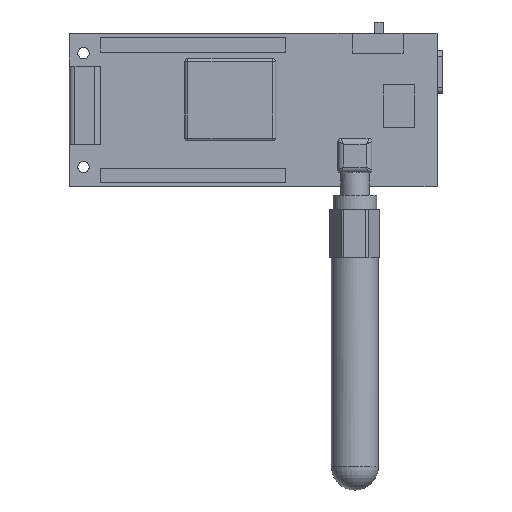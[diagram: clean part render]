
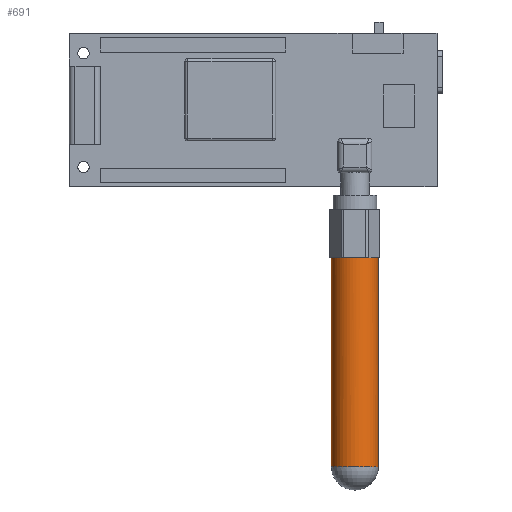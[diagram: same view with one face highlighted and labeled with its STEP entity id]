
A CAD part, front view. The second image highlights one B-rep face of the part: STEP entity #691.
In plain terms, the highlighted cylindrical face has radius 4.15 mm (diameter 8.3 mm), a partial arc.
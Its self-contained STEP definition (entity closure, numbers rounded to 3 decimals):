
#23 = CIRCLE ( 'NONE', #3093, 4.15 ) ;
#25 = DIRECTION ( 'NONE',  ( -1., 0., 0. ) ) ;
#62 = VERTEX_POINT ( 'NONE', #3011 ) ;
#64 = AXIS2_PLACEMENT_3D ( 'NONE', #4202, #1570, #3057 ) ;
#76 = CARTESIAN_POINT ( 'NONE',  ( 13.8, -6.5, -62.95 ) ) ;
#83 = DIRECTION ( 'NONE',  ( 0., 0., -1. ) ) ;
#165 = VERTEX_POINT ( 'NONE', #1738 ) ;
#184 = DIRECTION ( 'NONE',  ( 0., 0., 1. ) ) ;
#328 = DIRECTION ( 'NONE',  ( -1., 0., 0. ) ) ;
#479 = CARTESIAN_POINT ( 'NONE',  ( 13.8, -6.5, -26.05 ) ) ;
#622 = CIRCLE ( 'NONE', #1922, 4.15 ) ;
#691 = ADVANCED_FACE ( 'NONE', ( #2296 ), #4537, .T. ) ;
#781 = CIRCLE ( 'NONE', #1229, 4.15 ) ;
#788 = LINE ( 'NONE', #1869, #3376 ) ;
#940 = EDGE_LOOP ( 'NONE', ( #2203, #2175, #2475, #2783, #3178, #1510, #4716, #1161, #2922, #3642 ) ) ;
#1161 = ORIENTED_EDGE ( 'NONE', *, *, #2202, .T. ) ;
#1229 = AXIS2_PLACEMENT_3D ( 'NONE', #2187, #3286, #25 ) ;
#1265 = EDGE_CURVE ( 'NONE', #2155, #4412, #23, .T. ) ;
#1281 = AXIS2_PLACEMENT_3D ( 'NONE', #1604, #3069, #2259 ) ;
#1294 = DIRECTION ( 'NONE',  ( 0., 0., 1. ) ) ;
#1502 = DIRECTION ( 'NONE',  ( 0., 0., 1. ) ) ;
#1510 = ORIENTED_EDGE ( 'NONE', *, *, #1955, .T. ) ;
#1561 = VERTEX_POINT ( 'NONE', #3192 ) ;
#1570 = DIRECTION ( 'NONE',  ( 0., 0., -1. ) ) ;
#1604 = CARTESIAN_POINT ( 'NONE',  ( 17.95, -6.5, -26.05 ) ) ;
#1713 = VERTEX_POINT ( 'NONE', #3215 ) ;
#1738 = CARTESIAN_POINT ( 'NONE',  ( 13.862, -7.213, -26.05 ) ) ;
#1771 = CIRCLE ( 'NONE', #4440, 4.15 ) ;
#1779 = LINE ( 'NONE', #2429, #2614 ) ;
#1862 = VERTEX_POINT ( 'NONE', #3332 ) ;
#1869 = CARTESIAN_POINT ( 'NONE',  ( 13.8, -6.5, -67.05 ) ) ;
#1870 = EDGE_CURVE ( 'NONE', #4110, #62, #2974, .T. ) ;
#1922 = AXIS2_PLACEMENT_3D ( 'NONE', #2252, #3277, #4019 ) ;
#1955 = EDGE_CURVE ( 'NONE', #1713, #2155, #4190, .T. ) ;
#2151 = DIRECTION ( 'NONE',  ( 0., 0., -1. ) ) ;
#2155 = VERTEX_POINT ( 'NONE', #3413 ) ;
#2175 = ORIENTED_EDGE ( 'NONE', *, *, #4348, .T. ) ;
#2187 = CARTESIAN_POINT ( 'NONE',  ( 17.95, -6.5, -26.05 ) ) ;
#2202 = EDGE_CURVE ( 'NONE', #4412, #1862, #4195, .T. ) ;
#2203 = ORIENTED_EDGE ( 'NONE', *, *, #3849, .F. ) ;
#2252 = CARTESIAN_POINT ( 'NONE',  ( 17.95, -6.5, -26.05 ) ) ;
#2259 = DIRECTION ( 'NONE',  ( -1., 0., 0. ) ) ;
#2285 = DIRECTION ( 'NONE',  ( -1., 0., 0. ) ) ;
#2296 = FACE_OUTER_BOUND ( 'NONE', #940, .T. ) ;
#2382 = CARTESIAN_POINT ( 'NONE',  ( 17.95, -6.5, -62.95 ) ) ;
#2387 = DIRECTION ( 'NONE',  ( 0., 0., -1. ) ) ;
#2429 = CARTESIAN_POINT ( 'NONE',  ( 22.1, -6.5, -67.05 ) ) ;
#2475 = ORIENTED_EDGE ( 'NONE', *, *, #4512, .T. ) ;
#2614 = VECTOR ( 'NONE', #1294, 1000. ) ;
#2663 = AXIS2_PLACEMENT_3D ( 'NONE', #4695, #2151, #328 ) ;
#2783 = ORIENTED_EDGE ( 'NONE', *, *, #1870, .T. ) ;
#2922 = ORIENTED_EDGE ( 'NONE', *, *, #3827, .T. ) ;
#2944 = DIRECTION ( 'NONE',  ( -1., 0., 0. ) ) ;
#2974 = CIRCLE ( 'NONE', #1281, 4.15 ) ;
#3011 = CARTESIAN_POINT ( 'NONE',  ( 22.038, -7.213, -26.05 ) ) ;
#3032 = VERTEX_POINT ( 'NONE', #479 ) ;
#3057 = DIRECTION ( 'NONE',  ( -1., 0., 0. ) ) ;
#3069 = DIRECTION ( 'NONE',  ( 0., 0., -1. ) ) ;
#3090 = AXIS2_PLACEMENT_3D ( 'NONE', #3399, #184, #3756 ) ;
#3093 = AXIS2_PLACEMENT_3D ( 'NONE', #4250, #2387, #3914 ) ;
#3178 = ORIENTED_EDGE ( 'NONE', *, *, #4578, .T. ) ;
#3192 = CARTESIAN_POINT ( 'NONE',  ( 22.1, -6.5, -62.95 ) ) ;
#3215 = CARTESIAN_POINT ( 'NONE',  ( 20.612, -9.684, -26.05 ) ) ;
#3277 = DIRECTION ( 'NONE',  ( 0., 0., -1. ) ) ;
#3286 = DIRECTION ( 'NONE',  ( 0., 0., -1. ) ) ;
#3332 = CARTESIAN_POINT ( 'NONE',  ( 15.288, -9.684, -26.05 ) ) ;
#3376 = VECTOR ( 'NONE', #1502, 1000. ) ;
#3377 = CIRCLE ( 'NONE', #3685, 4.15 ) ;
#3399 = CARTESIAN_POINT ( 'NONE',  ( 17.95, -6.5, -67.05 ) ) ;
#3413 = CARTESIAN_POINT ( 'NONE',  ( 19.377, -10.397, -26.05 ) ) ;
#3603 = CARTESIAN_POINT ( 'NONE',  ( 22.1, -6.5, -26.05 ) ) ;
#3642 = ORIENTED_EDGE ( 'NONE', *, *, #3806, .T. ) ;
#3685 = AXIS2_PLACEMENT_3D ( 'NONE', #2382, #4151, #2285 ) ;
#3756 = DIRECTION ( 'NONE',  ( 1., 0., 0. ) ) ;
#3806 = EDGE_CURVE ( 'NONE', #165, #3032, #622, .T. ) ;
#3827 = EDGE_CURVE ( 'NONE', #1862, #165, #1771, .T. ) ;
#3849 = EDGE_CURVE ( 'NONE', #4217, #3032, #788, .T. ) ;
#3914 = DIRECTION ( 'NONE',  ( -1., 0., 0. ) ) ;
#4019 = DIRECTION ( 'NONE',  ( -1., 0., 0. ) ) ;
#4110 = VERTEX_POINT ( 'NONE', #3603 ) ;
#4151 = DIRECTION ( 'NONE',  ( 0., 0., 1. ) ) ;
#4190 = CIRCLE ( 'NONE', #2663, 4.15 ) ;
#4195 = CIRCLE ( 'NONE', #64, 4.15 ) ;
#4202 = CARTESIAN_POINT ( 'NONE',  ( 17.95, -6.5, -26.05 ) ) ;
#4217 = VERTEX_POINT ( 'NONE', #76 ) ;
#4250 = CARTESIAN_POINT ( 'NONE',  ( 17.95, -6.5, -26.05 ) ) ;
#4348 = EDGE_CURVE ( 'NONE', #4217, #1561, #3377, .T. ) ;
#4412 = VERTEX_POINT ( 'NONE', #4569 ) ;
#4417 = CARTESIAN_POINT ( 'NONE',  ( 17.95, -6.5, -26.05 ) ) ;
#4440 = AXIS2_PLACEMENT_3D ( 'NONE', #4417, #83, #2944 ) ;
#4512 = EDGE_CURVE ( 'NONE', #1561, #4110, #1779, .T. ) ;
#4537 = CYLINDRICAL_SURFACE ( 'NONE', #3090, 4.15 ) ;
#4569 = CARTESIAN_POINT ( 'NONE',  ( 16.523, -10.397, -26.05 ) ) ;
#4578 = EDGE_CURVE ( 'NONE', #62, #1713, #781, .T. ) ;
#4695 = CARTESIAN_POINT ( 'NONE',  ( 17.95, -6.5, -26.05 ) ) ;
#4716 = ORIENTED_EDGE ( 'NONE', *, *, #1265, .T. ) ;
